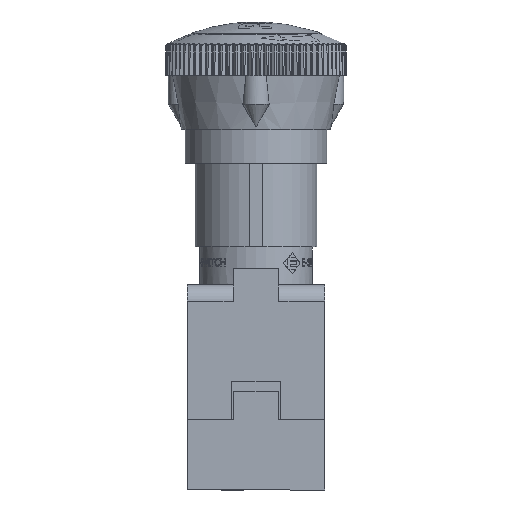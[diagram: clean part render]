
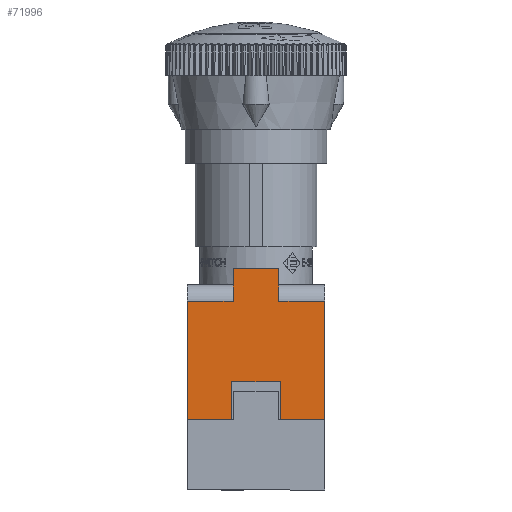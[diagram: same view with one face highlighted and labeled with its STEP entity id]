
A CAD part, front view. The second image highlights one B-rep face of the part: STEP entity #71996.
In plain terms, the highlighted planar face has unit normal (0, -1, 0).
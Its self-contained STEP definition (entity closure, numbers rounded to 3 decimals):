
#2325=PLANE('',#75676);
#8767=FACE_OUTER_BOUND('',#12891,.T.);
#12891=EDGE_LOOP('',(#67650,#67651,#67652,#67653,#67654,#67655,#67656,#67657,
#67658,#67659,#67660,#67661));
#18130=LINE('',#104307,#24755);
#20245=LINE('',#116712,#26870);
#20737=LINE('',#117674,#27362);
#20739=LINE('',#117676,#27364);
#22394=LINE('',#137960,#29019);
#22396=LINE('',#137967,#29021);
#22397=LINE('',#137973,#29022);
#22398=LINE('',#137975,#29023);
#22399=LINE('',#137976,#29024);
#22400=LINE('',#137978,#29025);
#22401=LINE('',#137980,#29026);
#22402=LINE('',#137981,#29027);
#24755=VECTOR('',#79665,10.);
#26870=VECTOR('',#83138,10.);
#27362=VECTOR('',#83950,10.);
#27364=VECTOR('',#83952,10.);
#29019=VECTOR('',#89385,10.);
#29021=VECTOR('',#89395,10.);
#29022=VECTOR('',#89404,10.);
#29023=VECTOR('',#89405,10.);
#29024=VECTOR('',#89406,10.);
#29025=VECTOR('',#89407,10.);
#29026=VECTOR('',#89408,10.);
#29027=VECTOR('',#89409,10.);
#31755=VERTEX_POINT('',#104305);
#31756=VERTEX_POINT('',#104306);
#33819=VERTEX_POINT('',#116703);
#33822=VERTEX_POINT('',#116711);
#33996=VERTEX_POINT('',#117188);
#34013=VERTEX_POINT('',#117235);
#36130=VERTEX_POINT('',#137958);
#36131=VERTEX_POINT('',#137966);
#36132=VERTEX_POINT('',#137972);
#36133=VERTEX_POINT('',#137974);
#36134=VERTEX_POINT('',#137977);
#36135=VERTEX_POINT('',#137979);
#39814=EDGE_CURVE('',#31755,#31756,#18130,.T.);
#42901=EDGE_CURVE('',#33822,#33819,#20245,.T.);
#43396=EDGE_CURVE('',#34013,#33822,#20737,.T.);
#43398=EDGE_CURVE('',#31756,#33996,#20739,.T.);
#46681=EDGE_CURVE('',#33819,#36130,#22394,.T.);
#46683=EDGE_CURVE('',#36131,#31755,#22396,.T.);
#46686=EDGE_CURVE('',#33996,#36132,#22397,.T.);
#46687=EDGE_CURVE('',#36132,#36133,#22398,.T.);
#46688=EDGE_CURVE('',#36133,#34013,#22399,.T.);
#46689=EDGE_CURVE('',#36130,#36134,#22400,.T.);
#46690=EDGE_CURVE('',#36134,#36135,#22401,.T.);
#46691=EDGE_CURVE('',#36135,#36131,#22402,.T.);
#67650=ORIENTED_EDGE('',*,*,#39814,.T.);
#67651=ORIENTED_EDGE('',*,*,#43398,.T.);
#67652=ORIENTED_EDGE('',*,*,#46686,.T.);
#67653=ORIENTED_EDGE('',*,*,#46687,.T.);
#67654=ORIENTED_EDGE('',*,*,#46688,.T.);
#67655=ORIENTED_EDGE('',*,*,#43396,.T.);
#67656=ORIENTED_EDGE('',*,*,#42901,.T.);
#67657=ORIENTED_EDGE('',*,*,#46681,.T.);
#67658=ORIENTED_EDGE('',*,*,#46689,.T.);
#67659=ORIENTED_EDGE('',*,*,#46690,.T.);
#67660=ORIENTED_EDGE('',*,*,#46691,.T.);
#67661=ORIENTED_EDGE('',*,*,#46683,.T.);
#71996=ADVANCED_FACE('',(#8767),#2325,.T.);
#75676=AXIS2_PLACEMENT_3D('',#137971,#89402,#89403);
#79665=DIRECTION('',(0.,0.,-1.));
#83138=DIRECTION('',(0.,0.,1.));
#83950=DIRECTION('',(1.,0.,0.));
#83952=DIRECTION('',(1.,0.,0.));
#89385=DIRECTION('',(-1.,0.,0.));
#89395=DIRECTION('',(-1.,0.,0.));
#89402=DIRECTION('center_axis',(0.,-1.,0.));
#89403=DIRECTION('ref_axis',(1.,0.,0.));
#89404=DIRECTION('',(0.,0.,1.));
#89405=DIRECTION('',(1.,0.,0.));
#89406=DIRECTION('',(0.,0.,-1.));
#89407=DIRECTION('',(0.,0.,1.));
#89408=DIRECTION('',(-1.,0.,0.));
#89409=DIRECTION('',(0.,0.,-1.));
#104305=CARTESIAN_POINT('',(-8.99,-9.,15.55));
#104306=CARTESIAN_POINT('',(-8.99,-9.,0.));
#104307=CARTESIAN_POINT('',(-8.99,-9.,4.425));
#116703=CARTESIAN_POINT('',(8.99,-9.,15.55));
#116711=CARTESIAN_POINT('',(8.99,-9.,0.));
#116712=CARTESIAN_POINT('',(8.99,-9.,4.425));
#117188=CARTESIAN_POINT('',(-3.2,-9.,0.));
#117235=CARTESIAN_POINT('',(3.2,-9.,0.));
#117674=CARTESIAN_POINT('',(-9.,-9.,0.));
#117676=CARTESIAN_POINT('',(-9.,-9.,0.));
#137958=CARTESIAN_POINT('',(3.,-9.,15.55));
#137960=CARTESIAN_POINT('',(9.,-9.,15.55));
#137966=CARTESIAN_POINT('',(-3.,-9.,15.55));
#137967=CARTESIAN_POINT('',(-9.,-9.,15.55));
#137971=CARTESIAN_POINT('Origin',(-9.,-9.,0.));
#137972=CARTESIAN_POINT('',(-3.2,-9.,5.));
#137973=CARTESIAN_POINT('',(-3.2,-9.,0.));
#137974=CARTESIAN_POINT('',(3.2,-9.,5.));
#137975=CARTESIAN_POINT('',(-4.5,-9.,5.));
#137976=CARTESIAN_POINT('',(3.2,-9.,0.));
#137977=CARTESIAN_POINT('',(3.,-9.,19.85));
#137978=CARTESIAN_POINT('',(3.,-9.,17.7));
#137979=CARTESIAN_POINT('',(-3.,-9.,19.85));
#137980=CARTESIAN_POINT('',(-1.5,-9.,19.85));
#137981=CARTESIAN_POINT('',(-3.,-9.,8.313));
